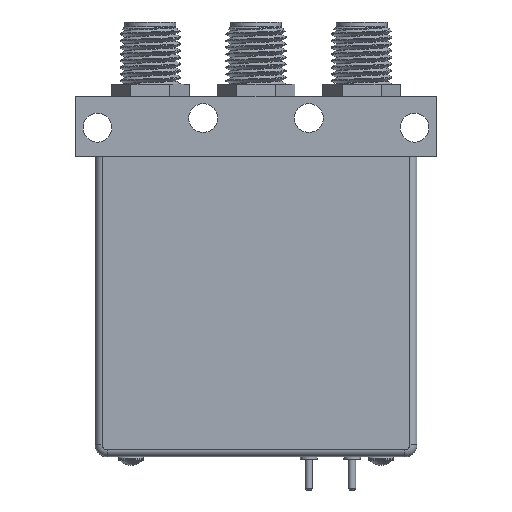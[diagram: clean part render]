
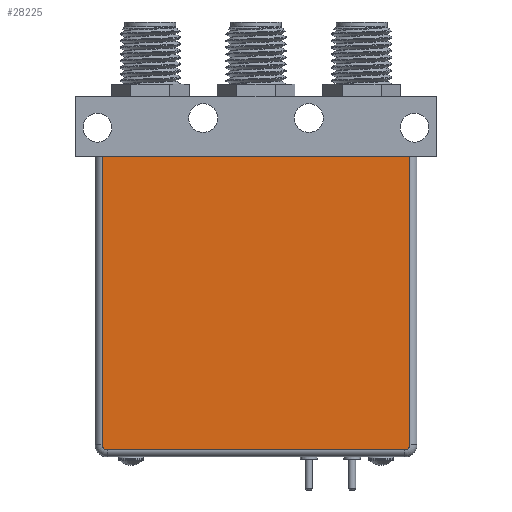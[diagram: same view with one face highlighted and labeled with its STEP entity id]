
A CAD part, front view. The second image highlights one B-rep face of the part: STEP entity #28225.
In plain terms, the highlighted planar face has unit normal (0, -1, 0).
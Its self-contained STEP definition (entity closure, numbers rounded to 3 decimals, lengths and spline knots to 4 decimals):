
#933 = FACE_OUTER_BOUND ( 'NONE', #32430, .T. ) ;
#1595 = VERTEX_POINT ( 'NONE', #42063 ) ;
#1808 = VECTOR ( 'NONE', #46026, 39.3701 ) ;
#3324 = LINE ( 'NONE', #12627, #9458 ) ;
#4190 = ORIENTED_EDGE ( 'NONE', *, *, #4695, .T. ) ;
#4593 = DIRECTION ( 'NONE',  ( 0., 0., 1. ) ) ;
#4695 = EDGE_CURVE ( 'NONE', #7803, #16849, #14507, .T. ) ;
#7219 = ORIENTED_EDGE ( 'NONE', *, *, #33634, .T. ) ;
#7803 = VERTEX_POINT ( 'NONE', #21981 ) ;
#9458 = VECTOR ( 'NONE', #4593, 39.3701 ) ;
#10247 = AXIS2_PLACEMENT_3D ( 'NONE', #26781, #42574, #22541 ) ;
#10834 = DIRECTION ( 'NONE',  ( 0., 0., -1. ) ) ;
#10922 = PLANE ( 'NONE',  #10247 ) ;
#11013 = DIRECTION ( 'NONE',  ( 0., -1., 0. ) ) ;
#11481 = ORIENTED_EDGE ( 'NONE', *, *, #39692, .T. ) ;
#11562 = CIRCLE ( 'NONE', #25804, 0.02 ) ;
#12627 = CARTESIAN_POINT ( 'NONE',  ( 0.64, -0.253, 0.5 ) ) ;
#14507 = LINE ( 'NONE', #18355, #44528 ) ;
#16849 = VERTEX_POINT ( 'NONE', #32056 ) ;
#17347 = VERTEX_POINT ( 'NONE', #46189 ) ;
#18355 = CARTESIAN_POINT ( 'NONE',  ( -0.64, -0.253, -0.7 ) ) ;
#18832 = EDGE_CURVE ( 'NONE', #1595, #30471, #11562, .T. ) ;
#18930 = ORIENTED_EDGE ( 'NONE', *, *, #32227, .T. ) ;
#19517 = LINE ( 'NONE', #33158, #1808 ) ;
#21981 = CARTESIAN_POINT ( 'NONE',  ( -0.64, -0.253, 0.5 ) ) ;
#22138 = ORIENTED_EDGE ( 'NONE', *, *, #18832, .T. ) ;
#22541 = DIRECTION ( 'NONE',  ( 0., 0., -1. ) ) ;
#22778 = CARTESIAN_POINT ( 'NONE',  ( -0.62, -0.253, -0.7 ) ) ;
#24466 = DIRECTION ( 'NONE',  ( -1., 0., 0. ) ) ;
#25264 = ORIENTED_EDGE ( 'NONE', *, *, #45243, .T. ) ;
#25804 = AXIS2_PLACEMENT_3D ( 'NONE', #50368, #11013, #30840 ) ;
#26698 = DIRECTION ( 'NONE',  ( 0., -1., 0. ) ) ;
#26781 = CARTESIAN_POINT ( 'NONE',  ( 0., -0.253, 0. ) ) ;
#28225 = ADVANCED_FACE ( 'NONE', ( #933 ), #10922, .T. ) ;
#29481 = DIRECTION ( 'NONE',  ( 0., 0., -1. ) ) ;
#30471 = VERTEX_POINT ( 'NONE', #40041 ) ;
#30840 = DIRECTION ( 'NONE',  ( 0., 0., -1. ) ) ;
#32056 = CARTESIAN_POINT ( 'NONE',  ( -0.64, -0.253, -0.7 ) ) ;
#32227 = EDGE_CURVE ( 'NONE', #50290, #7803, #34878, .T. ) ;
#32430 = EDGE_LOOP ( 'NONE', ( #18930, #4190, #11481, #7219, #22138, #25264 ) ) ;
#33158 = CARTESIAN_POINT ( 'NONE',  ( 0.62, -0.253, -0.72 ) ) ;
#33634 = EDGE_CURVE ( 'NONE', #17347, #1595, #19517, .T. ) ;
#34175 = CIRCLE ( 'NONE', #44604, 0.02 ) ;
#34878 = LINE ( 'NONE', #48258, #41058 ) ;
#39692 = EDGE_CURVE ( 'NONE', #16849, #17347, #34175, .T. ) ;
#40041 = CARTESIAN_POINT ( 'NONE',  ( 0.64, -0.253, -0.7 ) ) ;
#41058 = VECTOR ( 'NONE', #24466, 39.3701 ) ;
#42063 = CARTESIAN_POINT ( 'NONE',  ( 0.62, -0.253, -0.72 ) ) ;
#42574 = DIRECTION ( 'NONE',  ( 0., -1., 0. ) ) ;
#44528 = VECTOR ( 'NONE', #29481, 39.3701 ) ;
#44604 = AXIS2_PLACEMENT_3D ( 'NONE', #22778, #26698, #10834 ) ;
#45243 = EDGE_CURVE ( 'NONE', #30471, #50290, #3324, .T. ) ;
#46026 = DIRECTION ( 'NONE',  ( 1., 0., 0. ) ) ;
#46189 = CARTESIAN_POINT ( 'NONE',  ( -0.62, -0.253, -0.72 ) ) ;
#46246 = CARTESIAN_POINT ( 'NONE',  ( 0.64, -0.253, 0.5 ) ) ;
#48258 = CARTESIAN_POINT ( 'NONE',  ( 0., -0.253, 0.5 ) ) ;
#50290 = VERTEX_POINT ( 'NONE', #46246 ) ;
#50368 = CARTESIAN_POINT ( 'NONE',  ( 0.62, -0.253, -0.7 ) ) ;
